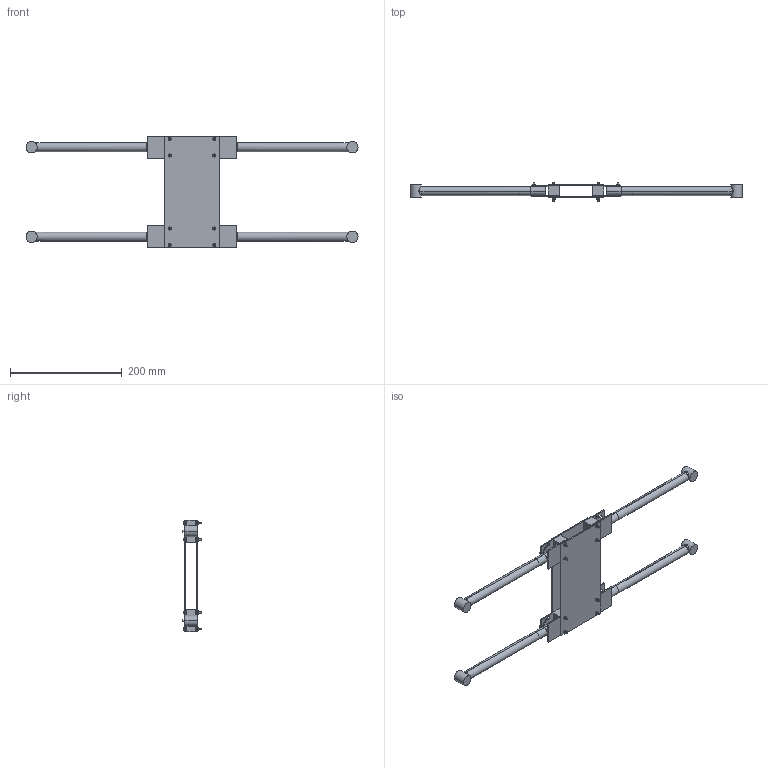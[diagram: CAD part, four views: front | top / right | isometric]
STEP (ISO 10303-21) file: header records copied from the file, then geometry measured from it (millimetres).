
FILE_DESCRIPTION (( 'STEP AP214' ), '1' );
FILE_NAME ('drone assembly.STEP', '2021-06-20T05:46:07', ( '' ), ( '' ), 'SwSTEP 2.0', 'SolidWorks 2020', '' );
FILE_SCHEMA (( 'AUTOMOTIVE_DESIGN' ));
Length unit declared in the file: millimetre
Products named in the file (15): folding mechanism part 1 left; folding mechanism part 1 right; folding mechanism assembly left; carbon fibre plate; folding mechanism part 2 right; hex nut style 1_am_B18.2.4.1M - Hex nut, Style 1,  M2.5 x 0.45 --D-N; folding mechanism assembly right; folding mechanism part 2 left; nut; hollow arm; socket head cap screw_am_B18.3.1M - 2.5 x 0.45 x 30 Hex SHCS -- 17NHX; drone assembly; folding mechanism part 3
Assembly tree (42 placements, depth 3):
  drone assembly
    carbon fibre plate  x2
    folding mechanism assembly left
      folding mechanism part 1 left
      folding mechanism part 2 left
      folding mechanism part 3
      nut
      hollow arm
    folding mechanism assembly right
      folding mechanism part 1 right
      folding mechanism part 2 right
      folding mechanism part 3
      nut
      hollow arm
    folding mechanism assembly left
      folding mechanism part 1 left
      folding mechanism part 2 left
      folding mechanism part 3
      nut
      hollow arm
    folding mechanism assembly right
      folding mechanism part 1 right
      folding mechanism part 2 right
      folding mechanism part 3
      nut
      hollow arm
    socket head cap screw_am_B18.3.1M - 2.5 x 0.45 x 30 Hex SHCS -- 17NHX  x8
    hex nut style 1_am_B18.2.4.1M - Hex nut, Style 1,  M2.5 x 0.45 --D-N  x8
Bounding box: 593 x 33 x 200 mm (x, y, z)
Volume: 262267.3 mm3; surface area: 224960.4 mm2
Topology: 38 solids, 38 shells, 804 faces, 1806 edges, 1096 vertices
Faces by surface type: plane 330, cylinder 234, cone 224, torus 16
Entity records: 6838 total; most frequent: CARTESIAN_POINT 1509, DIRECTION 1076, ORIENTED_EDGE 908, EDGE_CURVE 454, AXIS2_PLACEMENT_3D 438, VERTEX_POINT 289, EDGE_LOOP 243, LINE 200
